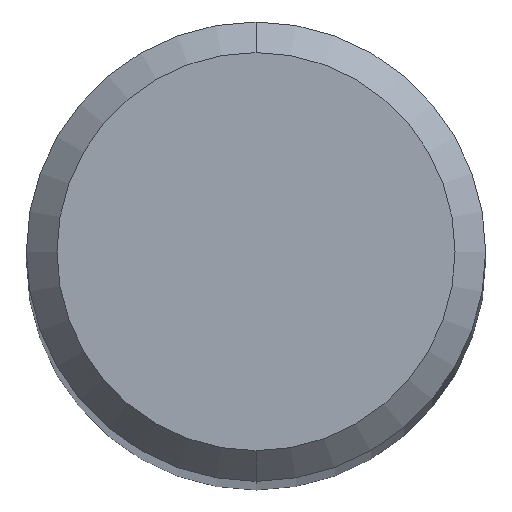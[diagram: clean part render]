
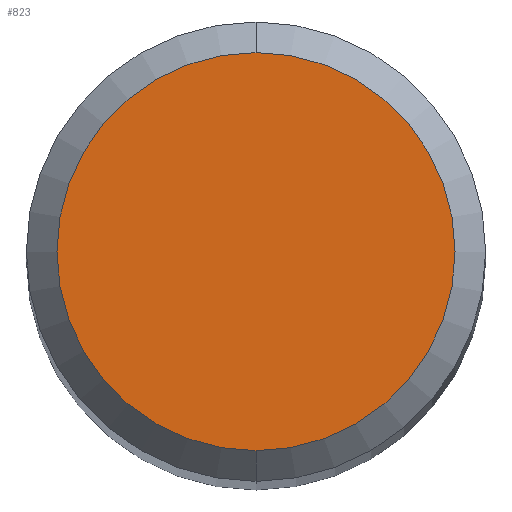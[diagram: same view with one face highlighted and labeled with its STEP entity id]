
A CAD part, top view. The second image highlights one B-rep face of the part: STEP entity #823.
In plain terms, the highlighted planar face has unit normal (0, 0, 1).
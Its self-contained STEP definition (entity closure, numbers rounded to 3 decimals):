
#427=EDGE_CURVE('',#609,#903,#1165,.T.);
#609=VERTEX_POINT('',#1368);
#823=ADVANCED_FACE('',(#1596),#1597,.T.);
#903=VERTEX_POINT('',#1684);
#1067=EDGE_CURVE('',#903,#609,#1867,.T.);
#1165=CIRCLE('',#1999,2.6);
#1368=CARTESIAN_POINT('',(0.,-2.6,0.0));
#1596=FACE_OUTER_BOUND('',#4261,.T.);
#1597=PLANE('',#4262);
#1684=CARTESIAN_POINT('',(0.0,2.6,0.0));
#1867=CIRCLE('',#6039,2.6);
#1999=AXIS2_PLACEMENT_3D('',#6174,#6175,#6176);
#4261=EDGE_LOOP('',(#6586,#6587));
#4262=AXIS2_PLACEMENT_3D('',#6588,#6589,#6590);
#6039=AXIS2_PLACEMENT_3D('',#6899,#6900,#6901);
#6174=CARTESIAN_POINT('',(0.0,0.0,0.0));
#6175=DIRECTION('',(0.0,0.0,-1.0));
#6176=DIRECTION('',(0.0,1.0,0.0));
#6586=ORIENTED_EDGE('',*,*,#1067,.F.);
#6587=ORIENTED_EDGE('',*,*,#427,.F.);
#6588=CARTESIAN_POINT('',(0.0,1.3,0.0));
#6589=DIRECTION('',(-0.0,0.0,1.0));
#6590=DIRECTION('',(0.0,-1.0,0.0));
#6899=CARTESIAN_POINT('',(0.0,0.0,0.0));
#6900=DIRECTION('',(0.0,0.0,-1.0));
#6901=DIRECTION('',(0.0,1.0,0.0));
